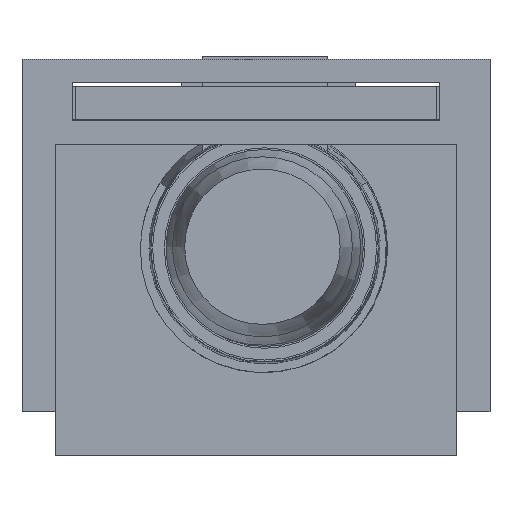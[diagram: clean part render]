
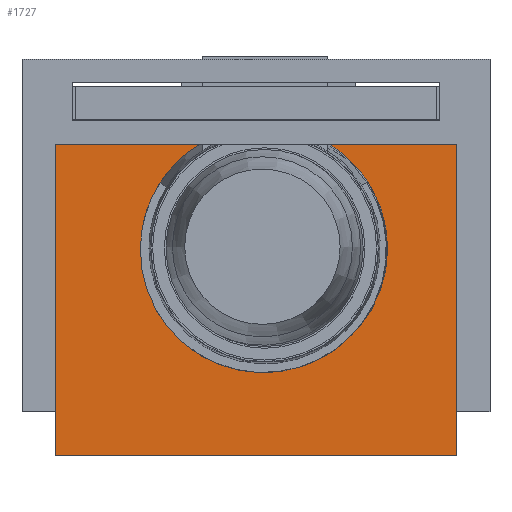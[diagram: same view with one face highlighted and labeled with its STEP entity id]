
A CAD part, top view. The second image highlights one B-rep face of the part: STEP entity #1727.
In plain terms, the highlighted planar face has unit normal (0, 0, 1).
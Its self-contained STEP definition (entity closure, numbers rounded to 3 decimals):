
#181=FACE_OUTER_BOUND('',#285,.T.);
#285=EDGE_LOOP('',(#1334,#1335,#1336,#1337));
#435=LINE('',#2661,#617);
#439=LINE('',#2670,#621);
#440=LINE('',#2671,#622);
#441=LINE('',#2672,#623);
#617=VECTOR('',#2156,10.);
#621=VECTOR('',#2162,10.);
#622=VECTOR('',#2163,10.);
#623=VECTOR('',#2164,10.);
#786=VERTEX_POINT('',#2659);
#787=VERTEX_POINT('',#2660);
#790=VERTEX_POINT('',#2668);
#791=VERTEX_POINT('',#2669);
#980=EDGE_CURVE('',#786,#787,#435,.T.);
#984=EDGE_CURVE('',#790,#791,#439,.T.);
#985=EDGE_CURVE('',#790,#786,#440,.T.);
#986=EDGE_CURVE('',#787,#791,#441,.T.);
#1334=ORIENTED_EDGE('',*,*,#984,.F.);
#1335=ORIENTED_EDGE('',*,*,#985,.T.);
#1336=ORIENTED_EDGE('',*,*,#980,.T.);
#1337=ORIENTED_EDGE('',*,*,#986,.T.);
#1648=PLANE('',#1866);
#1727=ADVANCED_FACE('',(#181),#1648,.T.);
#1866=AXIS2_PLACEMENT_3D('',#2667,#2160,#2161);
#2156=DIRECTION('',(1.,0.,0.));
#2160=DIRECTION('center_axis',(0.,0.,1.));
#2161=DIRECTION('ref_axis',(1.,0.,0.));
#2162=DIRECTION('',(1.,0.,0.));
#2163=DIRECTION('',(0.,-1.,0.));
#2164=DIRECTION('',(0.,1.,0.));
#2659=CARTESIAN_POINT('',(-40.,-46.,-27.));
#2660=CARTESIAN_POINT('',(20.,-46.,-27.));
#2661=CARTESIAN_POINT('',(-40.,-46.,-27.));
#2667=CARTESIAN_POINT('Origin',(-10.,-18.5,-27.));
#2668=CARTESIAN_POINT('',(-40.,4.,-27.));
#2669=CARTESIAN_POINT('',(20.,4.,-27.));
#2670=CARTESIAN_POINT('',(-25.,4.,-27.));
#2671=CARTESIAN_POINT('',(-40.,9.,-27.));
#2672=CARTESIAN_POINT('',(20.,-46.,-27.));
